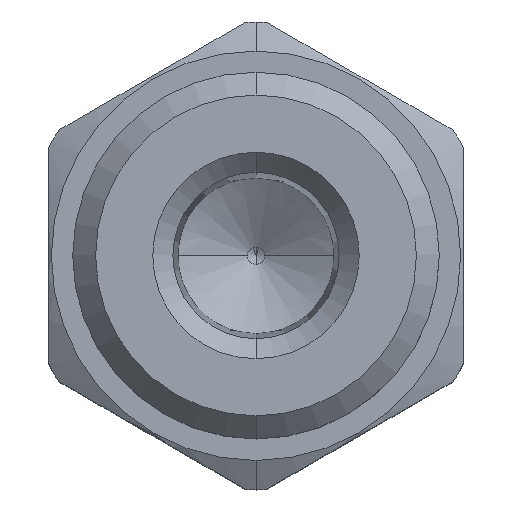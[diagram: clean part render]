
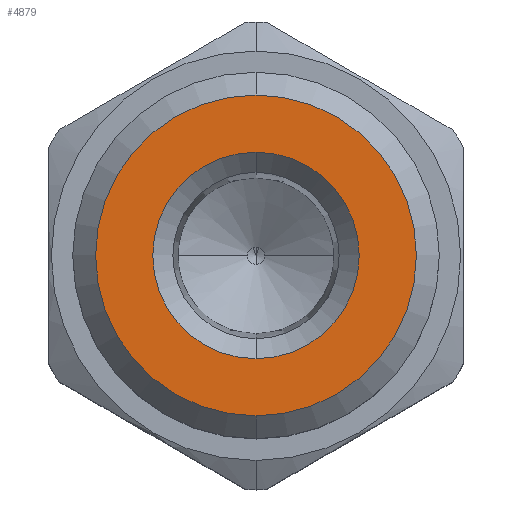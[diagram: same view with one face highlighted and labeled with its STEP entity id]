
A CAD part, top view. The second image highlights one B-rep face of the part: STEP entity #4879.
In plain terms, the highlighted planar face has unit normal (0, 0, 1).
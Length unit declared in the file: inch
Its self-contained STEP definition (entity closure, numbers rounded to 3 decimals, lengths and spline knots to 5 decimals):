
#2942=CARTESIAN_POINT('',(0.,0.,3.375));
#2943=DIRECTION('',(0.,0.,1.));
#2944=DIRECTION('',(0.,-1.,0.));
#2945=AXIS2_PLACEMENT_3D('',#2942,#2943,#2944);
#2960=CARTESIAN_POINT('',(0.,0.,3.375));
#2961=DIRECTION('',(0.,0.,1.));
#2962=DIRECTION('',(0.,-1.,0.));
#2963=AXIS2_PLACEMENT_3D('',#2960,#2961,#2962);
#2965=CARTESIAN_POINT('',(0.,0.,3.375));
#2966=DIRECTION('',(0.,0.,1.));
#2967=DIRECTION('',(0.,1.,0.));
#2968=AXIS2_PLACEMENT_3D('',#2965,#2966,#2967);
#2970=CARTESIAN_POINT('',(0.,0.,3.375));
#2971=DIRECTION('',(0.,0.,1.));
#2972=DIRECTION('',(0.,1.,0.));
#2973=AXIS2_PLACEMENT_3D('',#2970,#2971,#2972);
#3193=CARTESIAN_POINT('',(0.,0.435,3.375));
#3194=CARTESIAN_POINT('',(0.,-0.435,3.375));
#3195=VERTEX_POINT('',#3193);
#3196=VERTEX_POINT('',#3194);
#3311=CARTESIAN_POINT('',(0.,-0.28,3.375));
#3312=CARTESIAN_POINT('',(0.,0.28,3.375));
#3313=VERTEX_POINT('',#3311);
#3314=VERTEX_POINT('',#3312);
#4863=CARTESIAN_POINT('',(0.,0.,3.375));
#4864=DIRECTION('',(0.,0.,1.));
#4865=DIRECTION('',(0.,1.,0.));
#4866=AXIS2_PLACEMENT_3D('',#4863,#4864,#4865);
#4867=PLANE('',#4866);
#4868=ORIENTED_EDGE('',*,*,#4853,.F.);
#4870=ORIENTED_EDGE('',*,*,#4869,.F.);
#4871=EDGE_LOOP('',(#4868,#4870));
#4872=FACE_OUTER_BOUND('',#4871,.F.);
#4874=ORIENTED_EDGE('',*,*,#4873,.T.);
#4876=ORIENTED_EDGE('',*,*,#4875,.T.);
#4877=EDGE_LOOP('',(#4874,#4876));
#4878=FACE_BOUND('',#4877,.F.);
#4879=ADVANCED_FACE('',(#4872,#4878),#4867,.T.);
#2946=CIRCLE('',#2945,0.435);
#2964=CIRCLE('',#2963,0.28);
#2969=CIRCLE('',#2968,0.28);
#2974=CIRCLE('',#2973,0.435);
#4853=EDGE_CURVE('',#3196,#3195,#2946,.T.);
#4869=EDGE_CURVE('',#3195,#3196,#2974,.T.);
#4873=EDGE_CURVE('',#3313,#3314,#2964,.T.);
#4875=EDGE_CURVE('',#3314,#3313,#2969,.T.);
